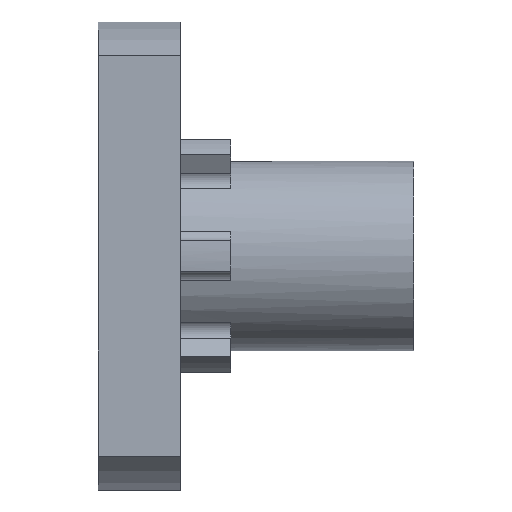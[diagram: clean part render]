
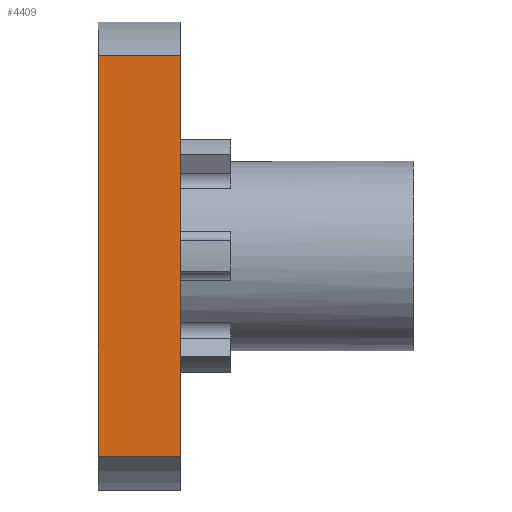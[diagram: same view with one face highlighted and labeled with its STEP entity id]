
A CAD part, top view. The second image highlights one B-rep face of the part: STEP entity #4409.
In plain terms, the highlighted planar face has unit normal (0, 0, 1).
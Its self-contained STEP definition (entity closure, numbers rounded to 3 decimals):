
#176 = PLANE('',#177);
#177 = AXIS2_PLACEMENT_3D('',#178,#179,#180);
#178 = CARTESIAN_POINT('',(3.302,9.525,0.));
#179 = DIRECTION('',(-1.,0.,0.));
#180 = DIRECTION('',(0.,0.,1.));
#554 = PLANE('',#555);
#555 = AXIS2_PLACEMENT_3D('',#556,#557,#558);
#556 = CARTESIAN_POINT('',(0.,0.,0.));
#557 = DIRECTION('',(1.,0.,0.));
#558 = DIRECTION('',(0.,0.,-1.));
#683 = VERTEX_POINT('',#684);
#684 = CARTESIAN_POINT('',(3.302,0.,5.08));
#699 = PLANE('',#700);
#700 = AXIS2_PLACEMENT_3D('',#701,#702,#703);
#701 = CARTESIAN_POINT('',(3.302,9.525,0.));
#702 = DIRECTION('',(-1.,0.,0.));
#703 = DIRECTION('',(0.,0.,1.));
#2157 = EDGE_CURVE('',#683,#2158,#2160,.T.);
#2158 = VERTEX_POINT('',#2159);
#2159 = CARTESIAN_POINT('',(3.302,-8.057,5.08));
#2160 = SURFACE_CURVE('',#2161,(#2165,#2172),.PCURVE_S1.);
#2161 = LINE('',#2162,#2163);
#2162 = CARTESIAN_POINT('',(3.302,8.057,5.08));
#2163 = VECTOR('',#2164,1.);
#2164 = DIRECTION('',(0.,-1.,0.));
#2165 = PCURVE('',#176,#2166);
#2166 = DEFINITIONAL_REPRESENTATION('',(#2167),#2171);
#2167 = LINE('',#2168,#2169);
#2168 = CARTESIAN_POINT('',(5.08,-1.468));
#2169 = VECTOR('',#2170,1.);
#2170 = DIRECTION('',(0.,-1.));
#2171 = ( GEOMETRIC_REPRESENTATION_CONTEXT(2) 
PARAMETRIC_REPRESENTATION_CONTEXT() REPRESENTATION_CONTEXT('2D SPACE',''
  ) );
#2172 = PCURVE('',#2173,#2178);
#2173 = PLANE('',#2174);
#2174 = AXIS2_PLACEMENT_3D('',#2175,#2176,#2177);
#2175 = CARTESIAN_POINT('',(3.302,8.057,5.08));
#2176 = DIRECTION('',(0.,0.,-1.));
#2177 = DIRECTION('',(-1.,0.,0.));
#2178 = DEFINITIONAL_REPRESENTATION('',(#2179),#2183);
#2179 = LINE('',#2180,#2181);
#2180 = CARTESIAN_POINT('',(0.,0.));
#2181 = VECTOR('',#2182,1.);
#2182 = DIRECTION('',(0.,-1.));
#2183 = ( GEOMETRIC_REPRESENTATION_CONTEXT(2) 
PARAMETRIC_REPRESENTATION_CONTEXT() REPRESENTATION_CONTEXT('2D SPACE',''
  ) );
#2206 = CYLINDRICAL_SURFACE('',#2207,9.525);
#2207 = AXIS2_PLACEMENT_3D('',#2208,#2209,#2210);
#2208 = CARTESIAN_POINT('',(12.7,0.,0.));
#2209 = DIRECTION('',(-1.,0.,0.));
#2210 = DIRECTION('',(0.,0.,-1.));
#2342 = VERTEX_POINT('',#2343);
#2343 = CARTESIAN_POINT('',(0.,-8.057,5.08));
#2389 = EDGE_CURVE('',#2158,#2342,#2390,.T.);
#2390 = SURFACE_CURVE('',#2391,(#2395,#2402),.PCURVE_S1.);
#2391 = LINE('',#2392,#2393);
#2392 = CARTESIAN_POINT('',(3.302,-8.057,5.08));
#2393 = VECTOR('',#2394,1.);
#2394 = DIRECTION('',(-1.,-0.,-0.));
#2395 = PCURVE('',#2206,#2396);
#2396 = DEFINITIONAL_REPRESENTATION('',(#2397),#2401);
#2397 = LINE('',#2398,#2399);
#2398 = CARTESIAN_POINT('',(2.133,9.398));
#2399 = VECTOR('',#2400,1.);
#2400 = DIRECTION('',(0.,1.));
#2401 = ( GEOMETRIC_REPRESENTATION_CONTEXT(2) 
PARAMETRIC_REPRESENTATION_CONTEXT() REPRESENTATION_CONTEXT('2D SPACE',''
  ) );
#2402 = PCURVE('',#2173,#2403);
#2403 = DEFINITIONAL_REPRESENTATION('',(#2404),#2408);
#2404 = LINE('',#2405,#2406);
#2405 = CARTESIAN_POINT('',(0.,-16.114));
#2406 = VECTOR('',#2407,1.);
#2407 = DIRECTION('',(1.,0.));
#2408 = ( GEOMETRIC_REPRESENTATION_CONTEXT(2) 
PARAMETRIC_REPRESENTATION_CONTEXT() REPRESENTATION_CONTEXT('2D SPACE',''
  ) );
#2413 = EDGE_CURVE('',#2414,#683,#2416,.T.);
#2414 = VERTEX_POINT('',#2415);
#2415 = CARTESIAN_POINT('',(3.302,8.057,5.08));
#2416 = SURFACE_CURVE('',#2417,(#2421,#2428),.PCURVE_S1.);
#2417 = LINE('',#2418,#2419);
#2418 = CARTESIAN_POINT('',(3.302,8.057,5.08));
#2419 = VECTOR('',#2420,1.);
#2420 = DIRECTION('',(0.,-1.,0.));
#2421 = PCURVE('',#699,#2422);
#2422 = DEFINITIONAL_REPRESENTATION('',(#2423),#2427);
#2423 = LINE('',#2424,#2425);
#2424 = CARTESIAN_POINT('',(5.08,-1.468));
#2425 = VECTOR('',#2426,1.);
#2426 = DIRECTION('',(0.,-1.));
#2427 = ( GEOMETRIC_REPRESENTATION_CONTEXT(2) 
PARAMETRIC_REPRESENTATION_CONTEXT() REPRESENTATION_CONTEXT('2D SPACE',''
  ) );
#2428 = PCURVE('',#2173,#2429);
#2429 = DEFINITIONAL_REPRESENTATION('',(#2430),#2434);
#2430 = LINE('',#2431,#2432);
#2431 = CARTESIAN_POINT('',(0.,0.));
#2432 = VECTOR('',#2433,1.);
#2433 = DIRECTION('',(0.,-1.));
#2434 = ( GEOMETRIC_REPRESENTATION_CONTEXT(2) 
PARAMETRIC_REPRESENTATION_CONTEXT() REPRESENTATION_CONTEXT('2D SPACE',''
  ) );
#2999 = CYLINDRICAL_SURFACE('',#3000,9.525);
#3000 = AXIS2_PLACEMENT_3D('',#3001,#3002,#3003);
#3001 = CARTESIAN_POINT('',(12.7,0.,0.));
#3002 = DIRECTION('',(-1.,0.,0.));
#3003 = DIRECTION('',(0.,0.,-1.));
#3111 = VERTEX_POINT('',#3112);
#3112 = CARTESIAN_POINT('',(0.,8.057,5.08));
#3134 = EDGE_CURVE('',#2414,#3111,#3135,.T.);
#3135 = SURFACE_CURVE('',#3136,(#3140,#3147),.PCURVE_S1.);
#3136 = LINE('',#3137,#3138);
#3137 = CARTESIAN_POINT('',(3.302,8.057,5.08));
#3138 = VECTOR('',#3139,1.);
#3139 = DIRECTION('',(-1.,-0.,-0.));
#3140 = PCURVE('',#2999,#3141);
#3141 = DEFINITIONAL_REPRESENTATION('',(#3142),#3146);
#3142 = LINE('',#3143,#3144);
#3143 = CARTESIAN_POINT('',(4.15,9.398));
#3144 = VECTOR('',#3145,1.);
#3145 = DIRECTION('',(0.,1.));
#3146 = ( GEOMETRIC_REPRESENTATION_CONTEXT(2) 
PARAMETRIC_REPRESENTATION_CONTEXT() REPRESENTATION_CONTEXT('2D SPACE',''
  ) );
#3147 = PCURVE('',#2173,#3148);
#3148 = DEFINITIONAL_REPRESENTATION('',(#3149),#3153);
#3149 = LINE('',#3150,#3151);
#3150 = CARTESIAN_POINT('',(0.,0.));
#3151 = VECTOR('',#3152,1.);
#3152 = DIRECTION('',(1.,0.));
#3153 = ( GEOMETRIC_REPRESENTATION_CONTEXT(2) 
PARAMETRIC_REPRESENTATION_CONTEXT() REPRESENTATION_CONTEXT('2D SPACE',''
  ) );
#3369 = EDGE_CURVE('',#3111,#2342,#3370,.T.);
#3370 = SURFACE_CURVE('',#3371,(#3375,#3382),.PCURVE_S1.);
#3371 = LINE('',#3372,#3373);
#3372 = CARTESIAN_POINT('',(0.,8.057,5.08));
#3373 = VECTOR('',#3374,1.);
#3374 = DIRECTION('',(0.,-1.,0.));
#3375 = PCURVE('',#554,#3376);
#3376 = DEFINITIONAL_REPRESENTATION('',(#3377),#3381);
#3377 = LINE('',#3378,#3379);
#3378 = CARTESIAN_POINT('',(-5.08,8.057));
#3379 = VECTOR('',#3380,1.);
#3380 = DIRECTION('',(-0.,-1.));
#3381 = ( GEOMETRIC_REPRESENTATION_CONTEXT(2) 
PARAMETRIC_REPRESENTATION_CONTEXT() REPRESENTATION_CONTEXT('2D SPACE',''
  ) );
#3382 = PCURVE('',#2173,#3383);
#3383 = DEFINITIONAL_REPRESENTATION('',(#3384),#3388);
#3384 = LINE('',#3385,#3386);
#3385 = CARTESIAN_POINT('',(3.302,0.));
#3386 = VECTOR('',#3387,1.);
#3387 = DIRECTION('',(0.,-1.));
#3388 = ( GEOMETRIC_REPRESENTATION_CONTEXT(2) 
PARAMETRIC_REPRESENTATION_CONTEXT() REPRESENTATION_CONTEXT('2D SPACE',''
  ) );
#4409 = ADVANCED_FACE('',(#4410),#2173,.F.);
#4410 = FACE_BOUND('',#4411,.T.);
#4411 = EDGE_LOOP('',(#4412,#4413,#4414,#4415,#4416));
#4412 = ORIENTED_EDGE('',*,*,#3369,.T.);
#4413 = ORIENTED_EDGE('',*,*,#2389,.F.);
#4414 = ORIENTED_EDGE('',*,*,#2157,.F.);
#4415 = ORIENTED_EDGE('',*,*,#2413,.F.);
#4416 = ORIENTED_EDGE('',*,*,#3134,.T.);
